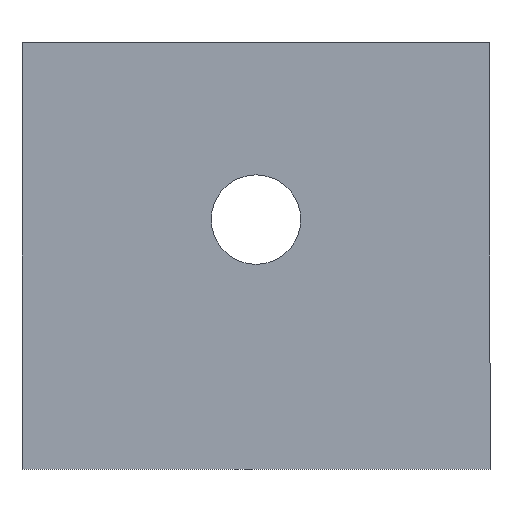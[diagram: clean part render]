
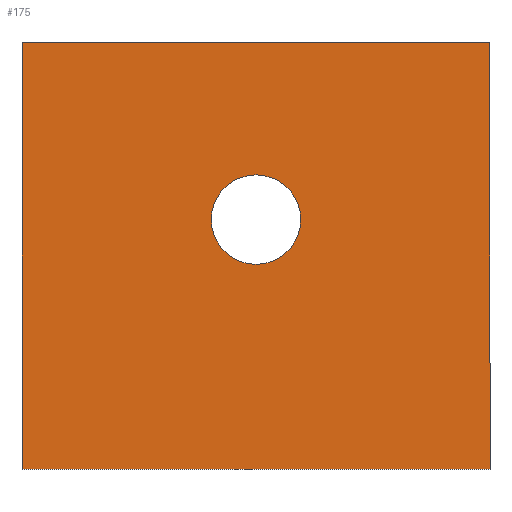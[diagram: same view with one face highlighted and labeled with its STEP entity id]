
A CAD part, front view. The second image highlights one B-rep face of the part: STEP entity #175.
In plain terms, the highlighted planar face has unit normal (0, -1, 0).
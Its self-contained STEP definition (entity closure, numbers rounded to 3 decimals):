
#1 = DIRECTION ( 'NONE',  ( 0., 0., 1. ) ) ;
#2 = CIRCLE ( 'NONE', #189, 2.15 ) ;
#12 = EDGE_LOOP ( 'NONE', ( #248, #156 ) ) ;
#15 = DIRECTION ( 'NONE',  ( 0., 1., 0. ) ) ;
#37 = ORIENTED_EDGE ( 'NONE', *, *, #246, .F. ) ;
#41 = CARTESIAN_POINT ( 'NONE',  ( -11.25, 0., -12. ) ) ;
#43 = LINE ( 'NONE', #41, #57 ) ;
#44 = EDGE_CURVE ( 'NONE', #244, #207, #274, .T. ) ;
#46 = CARTESIAN_POINT ( 'NONE',  ( -11.25, 0., -12. ) ) ;
#57 = VECTOR ( 'NONE', #255, 1000. ) ;
#62 = LINE ( 'NONE', #100, #179 ) ;
#66 = LINE ( 'NONE', #141, #84 ) ;
#72 = VERTEX_POINT ( 'NONE', #271 ) ;
#74 = FACE_BOUND ( 'NONE', #12, .T. ) ;
#81 = EDGE_CURVE ( 'NONE', #253, #72, #126, .T. ) ;
#82 = DIRECTION ( 'NONE',  ( -1., 0., 0. ) ) ;
#84 = VECTOR ( 'NONE', #124, 1000. ) ;
#90 = DIRECTION ( 'NONE',  ( 0., 1., 0. ) ) ;
#100 = CARTESIAN_POINT ( 'NONE',  ( -11.25, 0., -12. ) ) ;
#107 = CARTESIAN_POINT ( 'NONE',  ( 0., 0., 2.15 ) ) ;
#117 = EDGE_CURVE ( 'NONE', #142, #151, #43, .T. ) ;
#124 = DIRECTION ( 'NONE',  ( 0., 0., -1. ) ) ;
#125 = CARTESIAN_POINT ( 'NONE',  ( 0., 0., 0. ) ) ;
#126 = LINE ( 'NONE', #269, #261 ) ;
#137 = DIRECTION ( 'NONE',  ( 0., 0., 1. ) ) ;
#140 = EDGE_CURVE ( 'NONE', #151, #72, #62, .T. ) ;
#141 = CARTESIAN_POINT ( 'NONE',  ( 11.25, 0., -12. ) ) ;
#142 = VERTEX_POINT ( 'NONE', #206 ) ;
#151 = VERTEX_POINT ( 'NONE', #46 ) ;
#156 = ORIENTED_EDGE ( 'NONE', *, *, #44, .T. ) ;
#165 = DIRECTION ( 'NONE',  ( 0., 0., 1. ) ) ;
#169 = ORIENTED_EDGE ( 'NONE', *, *, #140, .F. ) ;
#175 = ADVANCED_FACE ( 'NONE', ( #191, #74 ), #187, .F. ) ;
#179 = VECTOR ( 'NONE', #1, 1000. ) ;
#183 = DIRECTION ( 'NONE',  ( 0., 1., 0. ) ) ;
#185 = CARTESIAN_POINT ( 'NONE',  ( -11.25, 0., 12. ) ) ;
#187 = PLANE ( 'NONE',  #216 ) ;
#189 = AXIS2_PLACEMENT_3D ( 'NONE', #125, #90, #275 ) ;
#191 = FACE_OUTER_BOUND ( 'NONE', #252, .T. ) ;
#196 = EDGE_CURVE ( 'NONE', #207, #244, #2, .T. ) ;
#206 = CARTESIAN_POINT ( 'NONE',  ( 11.25, 0., -12. ) ) ;
#207 = VERTEX_POINT ( 'NONE', #208 ) ;
#208 = CARTESIAN_POINT ( 'NONE',  ( 0., 0., -2.15 ) ) ;
#214 = ORIENTED_EDGE ( 'NONE', *, *, #117, .F. ) ;
#216 = AXIS2_PLACEMENT_3D ( 'NONE', #185, #183, #165 ) ;
#220 = AXIS2_PLACEMENT_3D ( 'NONE', #249, #15, #137 ) ;
#240 = ORIENTED_EDGE ( 'NONE', *, *, #81, .T. ) ;
#244 = VERTEX_POINT ( 'NONE', #107 ) ;
#246 = EDGE_CURVE ( 'NONE', #253, #142, #66, .T. ) ;
#248 = ORIENTED_EDGE ( 'NONE', *, *, #196, .T. ) ;
#249 = CARTESIAN_POINT ( 'NONE',  ( 0., 0., 0. ) ) ;
#250 = CARTESIAN_POINT ( 'NONE',  ( 11.25, 0., 8.5 ) ) ;
#252 = EDGE_LOOP ( 'NONE', ( #37, #240, #169, #214 ) ) ;
#253 = VERTEX_POINT ( 'NONE', #250 ) ;
#255 = DIRECTION ( 'NONE',  ( -1., 0., 0. ) ) ;
#261 = VECTOR ( 'NONE', #82, 1000. ) ;
#269 = CARTESIAN_POINT ( 'NONE',  ( -11.25, 0., 8.5 ) ) ;
#271 = CARTESIAN_POINT ( 'NONE',  ( -11.25, 0., 8.5 ) ) ;
#274 = CIRCLE ( 'NONE', #220, 2.15 ) ;
#275 = DIRECTION ( 'NONE',  ( 0., 0., 1. ) ) ;
